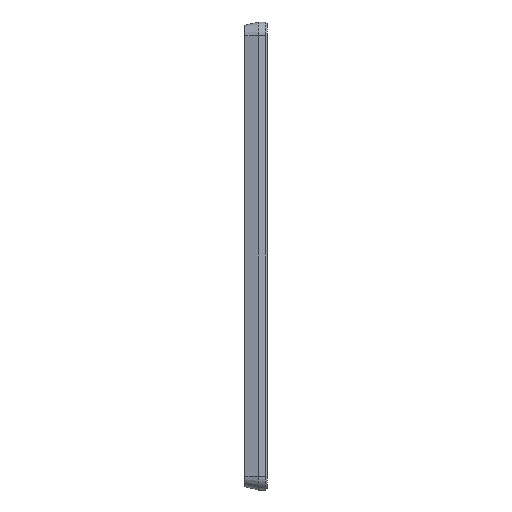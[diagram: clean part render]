
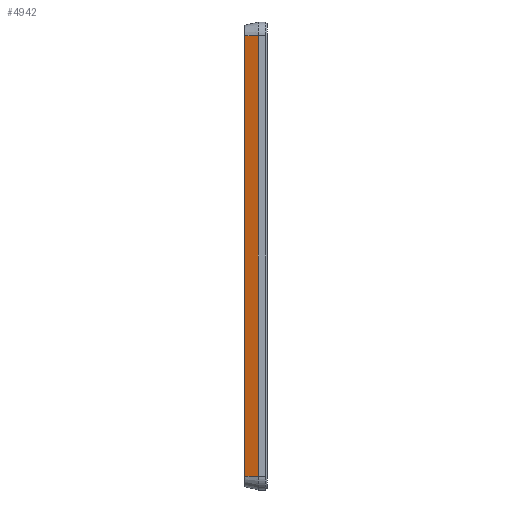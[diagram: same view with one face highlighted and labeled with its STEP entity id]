
A CAD part, left-side view. The second image highlights one B-rep face of the part: STEP entity #4942.
In plain terms, the highlighted planar face has unit normal (-0.97, 0.242, 0).
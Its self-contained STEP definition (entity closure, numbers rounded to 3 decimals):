
#28 = CARTESIAN_POINT ( 'NONE',  ( -37.5, -1.92, -65.17 ) ) ;
#32 = VERTEX_POINT ( 'NONE', #978 ) ;
#280 = LINE ( 'NONE', #5615, #3729 ) ;
#448 = PLANE ( 'NONE',  #6023 ) ;
#721 = CARTESIAN_POINT ( 'NONE',  ( -37.5, -1.92, 65.17 ) ) ;
#978 = CARTESIAN_POINT ( 'NONE',  ( -36.5, 2.08, 65.17 ) ) ;
#1164 = VECTOR ( 'NONE', #1460, 1000. ) ;
#1173 = DIRECTION ( 'NONE',  ( 0.243, 0.97, 0. ) ) ;
#1337 = FACE_OUTER_BOUND ( 'NONE', #2888, .T. ) ;
#1460 = DIRECTION ( 'NONE',  ( 0., 0., -1. ) ) ;
#1827 = VERTEX_POINT ( 'NONE', #5305 ) ;
#1880 = DIRECTION ( 'NONE',  ( 0.97, -0.243, 0. ) ) ;
#2051 = DIRECTION ( 'NONE',  ( 0., 0., 1. ) ) ;
#2072 = EDGE_CURVE ( 'NONE', #4105, #1827, #280, .T. ) ;
#2349 = CARTESIAN_POINT ( 'NONE',  ( -37.5, -1.92, 65.17 ) ) ;
#2418 = LINE ( 'NONE', #28, #1164 ) ;
#2614 = ORIENTED_EDGE ( 'NONE', *, *, #5867, .T. ) ;
#2704 = CARTESIAN_POINT ( 'NONE',  ( -37.5, -1.92, -65.17 ) ) ;
#2740 = VERTEX_POINT ( 'NONE', #721 ) ;
#2818 = CARTESIAN_POINT ( 'NONE',  ( -37.5, -1.92, -65.17 ) ) ;
#2888 = EDGE_LOOP ( 'NONE', ( #2614, #3014, #5425, #4303 ) ) ;
#3014 = ORIENTED_EDGE ( 'NONE', *, *, #3187, .F. ) ;
#3187 = EDGE_CURVE ( 'NONE', #1827, #32, #4998, .T. ) ;
#3444 = CARTESIAN_POINT ( 'NONE',  ( -36.5, 2.08, 64.67 ) ) ;
#3729 = VECTOR ( 'NONE', #1173, 1000. ) ;
#3764 = EDGE_CURVE ( 'NONE', #2740, #4105, #2418, .T. ) ;
#4105 = VERTEX_POINT ( 'NONE', #2704 ) ;
#4303 = ORIENTED_EDGE ( 'NONE', *, *, #3764, .F. ) ;
#4899 = VECTOR ( 'NONE', #2051, 1000. ) ;
#4942 = ADVANCED_FACE ( 'NONE', ( #1337 ), #448, .F. ) ;
#4998 = LINE ( 'NONE', #3444, #4899 ) ;
#5305 = CARTESIAN_POINT ( 'NONE',  ( -36.5, 2.08, -65.17 ) ) ;
#5425 = ORIENTED_EDGE ( 'NONE', *, *, #2072, .F. ) ;
#5615 = CARTESIAN_POINT ( 'NONE',  ( -37.5, -1.92, -65.17 ) ) ;
#5803 = DIRECTION ( 'NONE',  ( 0.243, 0.97, 0. ) ) ;
#5867 = EDGE_CURVE ( 'NONE', #2740, #32, #6257, .T. ) ;
#6023 = AXIS2_PLACEMENT_3D ( 'NONE', #2818, #1880, #6271 ) ;
#6251 = VECTOR ( 'NONE', #5803, 1000. ) ;
#6257 = LINE ( 'NONE', #2349, #6251 ) ;
#6271 = DIRECTION ( 'NONE',  ( 0., 0., -1. ) ) ;
